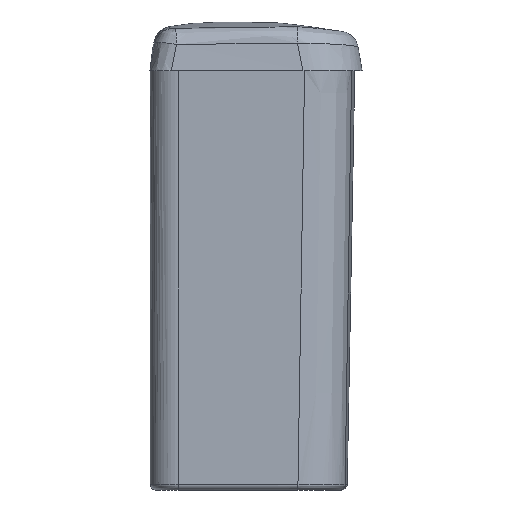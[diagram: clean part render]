
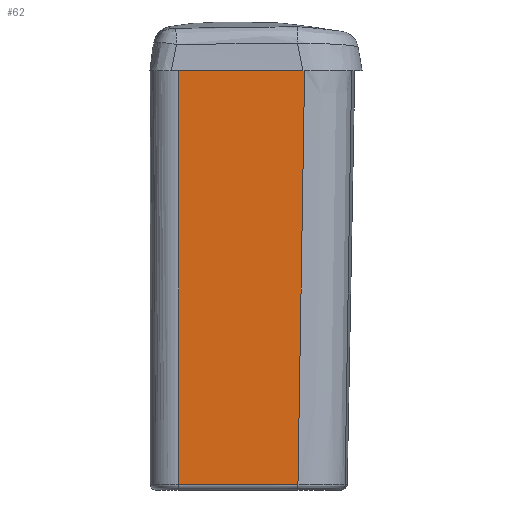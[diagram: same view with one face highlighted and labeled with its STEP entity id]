
A CAD part, left-side view. The second image highlights one B-rep face of the part: STEP entity #62.
In plain terms, the highlighted free-form (B-spline) face has degree [1, 1] with [2, 2] control points.
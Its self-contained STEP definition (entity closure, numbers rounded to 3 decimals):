
#62=ADVANCED_FACE('',(#122),#859,.T.);
#122=FACE_OUTER_BOUND('',#181,.T.);
#181=EDGE_LOOP('',(#411,#412,#413,#414));
#411=ORIENTED_EDGE('',*,*,#512,.T.);
#412=ORIENTED_EDGE('',*,*,#578,.T.);
#413=ORIENTED_EDGE('',*,*,#571,.F.);
#414=ORIENTED_EDGE('',*,*,#580,.T.);
#512=EDGE_CURVE('',#763,#764,#711,.T.);
#571=EDGE_CURVE('',#800,#803,#680,.T.);
#578=EDGE_CURVE('',#764,#803,#686,.T.);
#580=EDGE_CURVE('',#800,#763,#688,.T.);
#680=(
BOUNDED_CURVE()
B_SPLINE_CURVE(1,(#6063,#6064),.UNSPECIFIED.,.F.,.F.)
B_SPLINE_CURVE_WITH_KNOTS((2,2),(-0.077,103.219),
 .UNSPECIFIED.)
CURVE()
GEOMETRIC_REPRESENTATION_ITEM()
RATIONAL_B_SPLINE_CURVE((1.,1.))
REPRESENTATION_ITEM('')
);
#686=(
BOUNDED_CURVE()
B_SPLINE_CURVE(1,(#6111,#6112),.UNSPECIFIED.,.F.,.F.)
B_SPLINE_CURVE_WITH_KNOTS((2,2),(-348.325,-0.086),
 .UNSPECIFIED.)
CURVE()
GEOMETRIC_REPRESENTATION_ITEM()
RATIONAL_B_SPLINE_CURVE((1.,1.))
REPRESENTATION_ITEM('')
);
#688=(
BOUNDED_CURVE()
B_SPLINE_CURVE(3,(#6115,#6116,#6117,#6118,#6119,#6120,#6121,#6122,#6123,
#6124),.UNSPECIFIED.,.F.,.F.)
B_SPLINE_CURVE_WITH_KNOTS((4,3,3,4),(216.335,370.231,526.667,
564.617),.UNSPECIFIED.)
CURVE()
GEOMETRIC_REPRESENTATION_ITEM()
RATIONAL_B_SPLINE_CURVE((1.,1.,1.,1.,1.,
1.,1.,1.,1.,1.))
REPRESENTATION_ITEM('')
);
#711=B_SPLINE_CURVE_WITH_KNOTS('',1,(#5289,#5290),.UNSPECIFIED.,.F.,.F.,
(2,2),(-176.763,-67.714),.UNSPECIFIED.);
#763=VERTEX_POINT('',#3504);
#764=VERTEX_POINT('',#3505);
#800=VERTEX_POINT('',#3541);
#803=VERTEX_POINT('',#3544);
#859=B_SPLINE_SURFACE_WITH_KNOTS('',1,1,((#3136,#3137),(#3138,#3139)),
 .UNSPECIFIED.,.F.,.F.,.F.,(2,2),(2,2),(-7.5,177.933),(0.,493.992),
 .UNSPECIFIED.);
#3136=CARTESIAN_POINT('',(-236.092,48.951,-109.051));
#3137=CARTESIAN_POINT('',(-246.143,48.951,384.838));
#3138=CARTESIAN_POINT('',(-231.323,-136.422,-109.051));
#3139=CARTESIAN_POINT('',(-241.374,-136.422,384.838));
#3504=CARTESIAN_POINT('',(-240.957,-135.251,362.857));
#3505=CARTESIAN_POINT('',(-243.761,-26.239,362.857));
#3541=CARTESIAN_POINT('',(-233.82,-129.501,4.898));
#3544=CARTESIAN_POINT('',(-236.477,-26.239,4.898));
#5289=CARTESIAN_POINT('',(-240.957,-135.251,362.857));
#5290=CARTESIAN_POINT('',(-243.761,-26.239,362.857));
#6063=CARTESIAN_POINT('',(-233.82,-129.501,4.898));
#6064=CARTESIAN_POINT('',(-236.477,-26.239,4.898));
#6111=CARTESIAN_POINT('',(-243.761,-26.239,362.857));
#6112=CARTESIAN_POINT('',(-236.477,-26.239,4.898));
#6115=CARTESIAN_POINT('',(-233.82,-129.501,4.898));
#6116=CARTESIAN_POINT('',(-234.871,-130.358,57.622));
#6117=CARTESIAN_POINT('',(-235.922,-131.212,110.346));
#6118=CARTESIAN_POINT('',(-236.973,-132.06,163.07));
#6119=CARTESIAN_POINT('',(-238.042,-132.923,216.664));
#6120=CARTESIAN_POINT('',(-239.11,-133.78,270.258));
#6121=CARTESIAN_POINT('',(-240.179,-134.632,323.852));
#6122=CARTESIAN_POINT('',(-240.438,-134.839,336.854));
#6123=CARTESIAN_POINT('',(-240.698,-135.045,349.856));
#6124=CARTESIAN_POINT('',(-240.957,-135.251,362.857));
